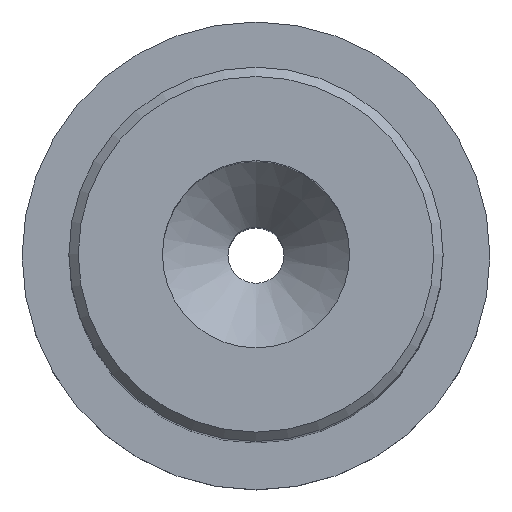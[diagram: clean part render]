
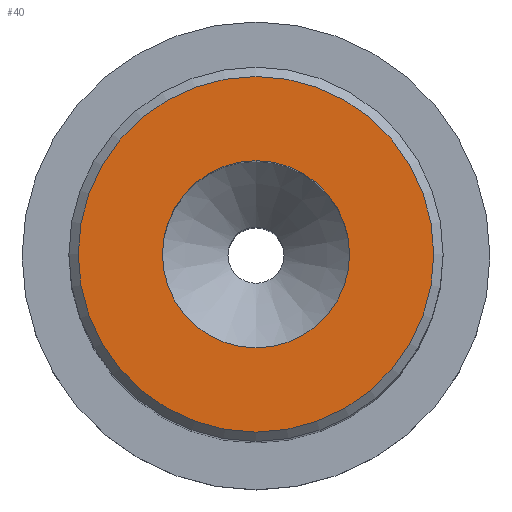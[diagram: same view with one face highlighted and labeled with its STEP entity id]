
A CAD part, top view. The second image highlights one B-rep face of the part: STEP entity #40.
In plain terms, the highlighted planar face has unit normal (0, 0, 1).
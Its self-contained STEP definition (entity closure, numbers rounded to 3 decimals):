
#32=PLANE('',#181);
#40=ADVANCED_FACE('',(#58,#59),#32,.F.);
#58=FACE_BOUND('',#80,.T.);
#59=FACE_BOUND('',#81,.T.);
#80=EDGE_LOOP('',(#102));
#81=EDGE_LOOP('',(#103));
#102=ORIENTED_EDGE('',*,*,#134,.F.);
#103=ORIENTED_EDGE('',*,*,#133,.T.);
#122=VERTEX_POINT('',#259);
#123=VERTEX_POINT('',#262);
#133=EDGE_CURVE('',#122,#122,#144,.T.);
#134=EDGE_CURVE('',#123,#123,#145,.T.);
#144=CIRCLE('',#178,9.5);
#145=CIRCLE('',#180,5.);
#178=AXIS2_PLACEMENT_3D('',#258,#211,#212);
#180=AXIS2_PLACEMENT_3D('',#261,#215,#216);
#181=AXIS2_PLACEMENT_3D('',#263,#217,#218);
#211=DIRECTION('',(0.,0.,1.));
#212=DIRECTION('',(0.,-1.,0.));
#215=DIRECTION('',(0.,0.,1.));
#216=DIRECTION('',(0.,-1.,0.));
#217=DIRECTION('',(0.,0.,-1.));
#218=DIRECTION('',(0.,-1.,0.));
#258=CARTESIAN_POINT('',(0.,0.,50.));
#259=CARTESIAN_POINT('',(0.,-9.5,50.));
#261=CARTESIAN_POINT('',(0.,0.,50.));
#262=CARTESIAN_POINT('',(0.,-5.,50.));
#263=CARTESIAN_POINT('',(0.,9.5,50.));
